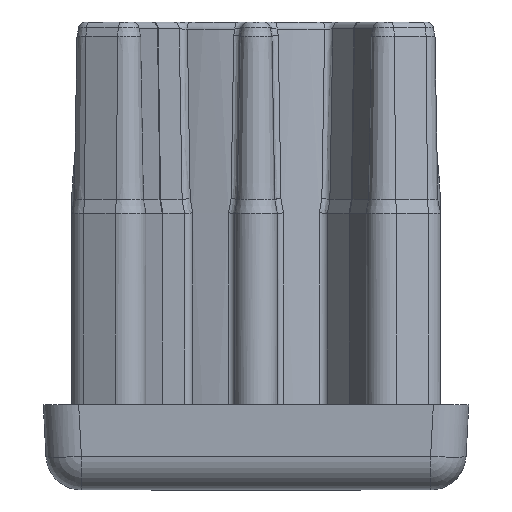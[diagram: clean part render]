
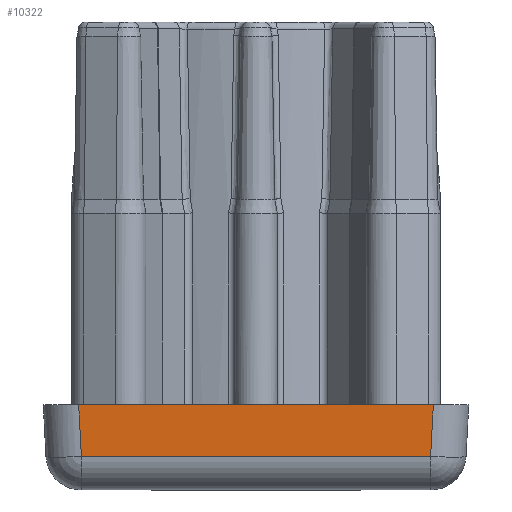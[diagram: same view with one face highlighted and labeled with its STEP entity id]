
A CAD part, front view. The second image highlights one B-rep face of the part: STEP entity #10322.
In plain terms, the highlighted planar face has unit normal (0, -0.999, -0.052).
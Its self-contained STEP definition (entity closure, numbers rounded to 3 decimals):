
#725 = DIRECTION ( 'NONE',  ( 0., -0.999, -0.052 ) ) ;
#1267 = FACE_OUTER_BOUND ( 'NONE', #19418, .T. ) ;
#2333 = VERTEX_POINT ( 'NONE', #7105 ) ;
#2402 = CARTESIAN_POINT ( 'NONE',  ( -12.313, -24.81, -3.631 ) ) ;
#3067 = CARTESIAN_POINT ( 'NONE',  ( -15., -24.81, -3.631 ) ) ;
#4598 = LINE ( 'NONE', #17069, #24679 ) ;
#5011 = DIRECTION ( 'NONE',  ( 1., 0., 0. ) ) ;
#6726 = ORIENTED_EDGE ( 'NONE', *, *, #20841, .T. ) ;
#7105 = CARTESIAN_POINT ( 'NONE',  ( 12.313, -24.81, -3.631 ) ) ;
#9097 = LINE ( 'NONE', #3067, #23849 ) ;
#9166 = LINE ( 'NONE', #21322, #19851 ) ;
#9343 = DIRECTION ( 'NONE',  ( 0.052, 0.052, -0.997 ) ) ;
#10322 = ADVANCED_FACE ( 'NONE', ( #1267 ), #24650, .T. ) ;
#11759 = VERTEX_POINT ( 'NONE', #23587 ) ;
#12773 = CARTESIAN_POINT ( 'NONE',  ( -15., -25., 0. ) ) ;
#14761 = DIRECTION ( 'NONE',  ( 0., 0.052, -0.999 ) ) ;
#15075 = DIRECTION ( 'NONE',  ( 1., 0., 0. ) ) ;
#17069 = CARTESIAN_POINT ( 'NONE',  ( -15., -25., 0. ) ) ;
#17972 = EDGE_CURVE ( 'NONE', #24415, #2333, #9097, .T. ) ;
#18096 = ORIENTED_EDGE ( 'NONE', *, *, #17972, .T. ) ;
#19251 = VERTEX_POINT ( 'NONE', #22217 ) ;
#19418 = EDGE_LOOP ( 'NONE', ( #18096, #6726, #23959, #20287 ) ) ;
#19469 = DIRECTION ( 'NONE',  ( 0.052, -0.052, 0.997 ) ) ;
#19851 = VECTOR ( 'NONE', #19469, 1000. ) ;
#20287 = ORIENTED_EDGE ( 'NONE', *, *, #22720, .T. ) ;
#20841 = EDGE_CURVE ( 'NONE', #2333, #19251, #9166, .T. ) ;
#21322 = CARTESIAN_POINT ( 'NONE',  ( 12.428, -24.925, -1.434 ) ) ;
#22217 = CARTESIAN_POINT ( 'NONE',  ( 12.503, -25., 0. ) ) ;
#22589 = VECTOR ( 'NONE', #9343, 1000. ) ;
#22720 = EDGE_CURVE ( 'NONE', #11759, #24415, #23205, .T. ) ;
#23205 = LINE ( 'NONE', #25352, #22589 ) ;
#23587 = CARTESIAN_POINT ( 'NONE',  ( -12.503, -25., 0. ) ) ;
#23849 = VECTOR ( 'NONE', #15075, 1000. ) ;
#23959 = ORIENTED_EDGE ( 'NONE', *, *, #25322, .F. ) ;
#24415 = VERTEX_POINT ( 'NONE', #2402 ) ;
#24650 = PLANE ( 'NONE',  #24702 ) ;
#24679 = VECTOR ( 'NONE', #5011, 1000. ) ;
#24702 = AXIS2_PLACEMENT_3D ( 'NONE', #12773, #725, #14761 ) ;
#25322 = EDGE_CURVE ( 'NONE', #11759, #19251, #4598, .T. ) ;
#25352 = CARTESIAN_POINT ( 'NONE',  ( -12.51, -25.007, 0.13 ) ) ;
